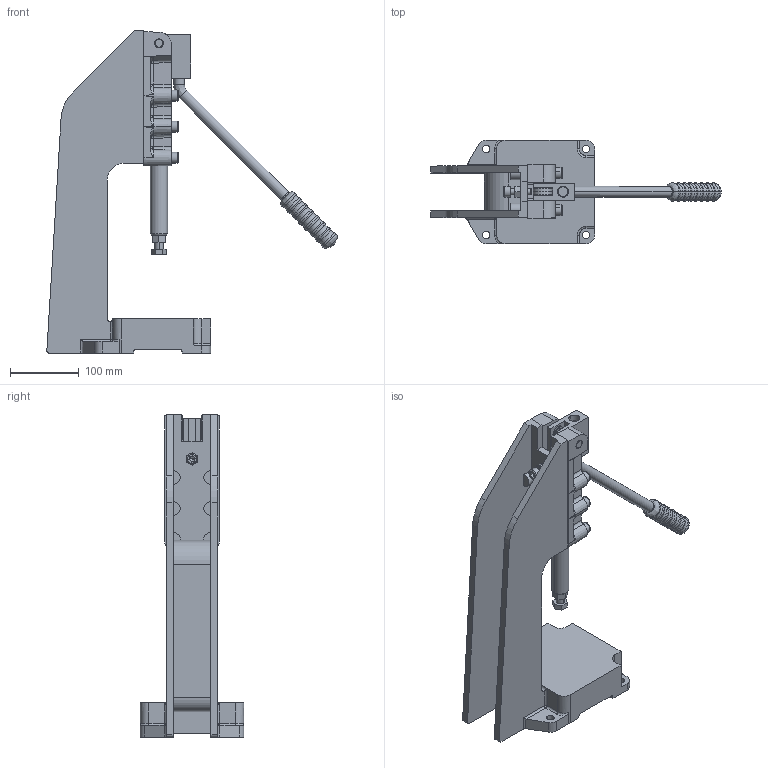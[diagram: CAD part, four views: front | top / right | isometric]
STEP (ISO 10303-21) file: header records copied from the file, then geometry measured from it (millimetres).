
FILE_DESCRIPTION (( 'STEP AP203' ), '1' );
FILE_NAME ('P2500PR.STEP', '2016-11-24T14:12:58', ( '' ), ( '' ), 'SwSTEP 2.0', 'SolidWorks 2016', '' );
FILE_SCHEMA (( 'CONFIG_CONTROL_DESIGN' ));
Length unit declared in the file: millimetre
Products named in the file (6): P2500FRAME-MACHINING 704-02; hex nut gradec_bsi_BS EN 24034 - M10 - N; P2500L; P2500PR; socket head cap screw_bsi_BS EN ISO 4762 M10 x 30 - 30N; socket head cap screw_bsi_BS EN ISO 4762 M10 x 55 - 32N
Assembly tree (10 placements, depth 2):
  P2500PR
    P2500FRAME-MACHINING 704-02
    P2500L
    socket head cap screw_bsi_BS EN ISO 4762 M10 x 55 - 32N  x6
    socket head cap screw_bsi_BS EN ISO 4762 M10 x 30 - 30N
    hex nut gradec_bsi_BS EN 24034 - M10 - N
Bounding box: 421.5 x 150.03 x 468 mm (x, y, z)
Volume: 2422665 mm3; surface area: 492014.3 mm2
Topology: 26 solids, 26 shells, 716 faces, 1723 edges, 1048 vertices
Faces by surface type: plane 272, cylinder 223, bspline 99, cone 94, torus 28
Entity records: 21087 total; most frequent: CARTESIAN_POINT 6882, DIRECTION 2826, ORIENTED_EDGE 2818, EDGE_CURVE 1409, AXIS2_PLACEMENT_3D 1111, VERTEX_POINT 883, EDGE_LOOP 660, CIRCLE 616
